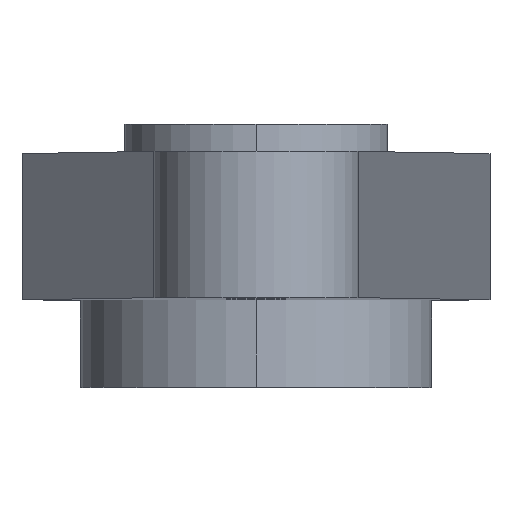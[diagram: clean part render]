
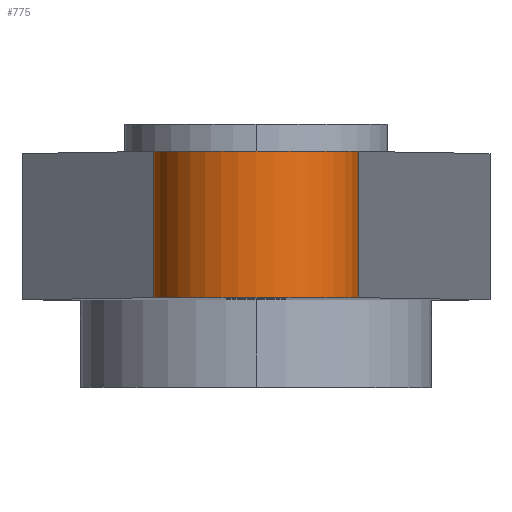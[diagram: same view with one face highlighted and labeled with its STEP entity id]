
A CAD part, top view. The second image highlights one B-rep face of the part: STEP entity #775.
In plain terms, the highlighted cylindrical face has radius 3.5 mm (diameter 7 mm), a partial arc.
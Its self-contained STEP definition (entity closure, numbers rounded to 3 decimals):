
#121 = CARTESIAN_POINT ( 'NONE',  ( 3.5, 3., 43. ) ) ;
#436 = DIRECTION ( 'NONE',  ( 0., -1., 0. ) ) ;
#438 = DIRECTION ( 'NONE',  ( 0., 0., -1. ) ) ;
#441 = CARTESIAN_POINT ( 'NONE',  ( 0., 8., 43. ) ) ;
#615 = CIRCLE ( 'NONE', #2476, 3.5 ) ;
#617 = LINE ( 'NONE', #2036, #622 ) ;
#621 = LINE ( 'NONE', #2042, #624 ) ;
#622 = VECTOR ( 'NONE', #2041, 1000. ) ;
#624 = VECTOR ( 'NONE', #2043, 1000. ) ;
#775 = ADVANCED_FACE ( 'NONE', ( #1436 ), #1674, .T. ) ;
#857 = VERTEX_POINT ( 'NONE', #121 ) ;
#873 = EDGE_LOOP ( 'NONE', ( #1089, #1081, #1117, #1149 ) ) ;
#1081 = ORIENTED_EDGE ( 'NONE', *, *, #1559, .F. ) ;
#1089 = ORIENTED_EDGE ( 'NONE', *, *, #1557, .T. ) ;
#1117 = ORIENTED_EDGE ( 'NONE', *, *, #1552, .F. ) ;
#1149 = ORIENTED_EDGE ( 'NONE', *, *, #1560, .T. ) ;
#1436 = FACE_OUTER_BOUND ( 'NONE', #873, .T. ) ;
#1552 = EDGE_CURVE ( 'NONE', #2440, #2316, #1951, .T. ) ;
#1557 = EDGE_CURVE ( 'NONE', #2368, #857, #615, .T. ) ;
#1559 = EDGE_CURVE ( 'NONE', #2316, #857, #617, .T. ) ;
#1560 = EDGE_CURVE ( 'NONE', #2440, #2368, #621, .T. ) ;
#1674 = CYLINDRICAL_SURFACE ( 'NONE', #2517, 3.5 ) ;
#1951 = CIRCLE ( 'NONE', #2475, 3.5 ) ;
#2027 = CARTESIAN_POINT ( 'NONE',  ( 0., 8., 43. ) ) ;
#2028 = DIRECTION ( 'NONE',  ( 0., 1., 0. ) ) ;
#2029 = DIRECTION ( 'NONE',  ( 0., 0., 1. ) ) ;
#2036 = CARTESIAN_POINT ( 'NONE',  ( 3.5, 8., 43. ) ) ;
#2038 = CARTESIAN_POINT ( 'NONE',  ( 0., 3., 43. ) ) ;
#2039 = DIRECTION ( 'NONE',  ( 0., 1., 0. ) ) ;
#2040 = DIRECTION ( 'NONE',  ( 0., 0., 1. ) ) ;
#2041 = DIRECTION ( 'NONE',  ( 0., -1., 0. ) ) ;
#2042 = CARTESIAN_POINT ( 'NONE',  ( -3.5, 8., 43. ) ) ;
#2043 = DIRECTION ( 'NONE',  ( 0., -1., 0. ) ) ;
#2120 = CARTESIAN_POINT ( 'NONE',  ( 3.5, 8., 43. ) ) ;
#2142 = CARTESIAN_POINT ( 'NONE',  ( -3.5, 3., 43. ) ) ;
#2183 = CARTESIAN_POINT ( 'NONE',  ( -3.5, 8., 43. ) ) ;
#2316 = VERTEX_POINT ( 'NONE', #2120 ) ;
#2368 = VERTEX_POINT ( 'NONE', #2142 ) ;
#2440 = VERTEX_POINT ( 'NONE', #2183 ) ;
#2475 = AXIS2_PLACEMENT_3D ( 'NONE', #2027, #2028, #2029 ) ;
#2476 = AXIS2_PLACEMENT_3D ( 'NONE', #2038, #2039, #2040 ) ;
#2517 = AXIS2_PLACEMENT_3D ( 'NONE', #441, #436, #438 ) ;
